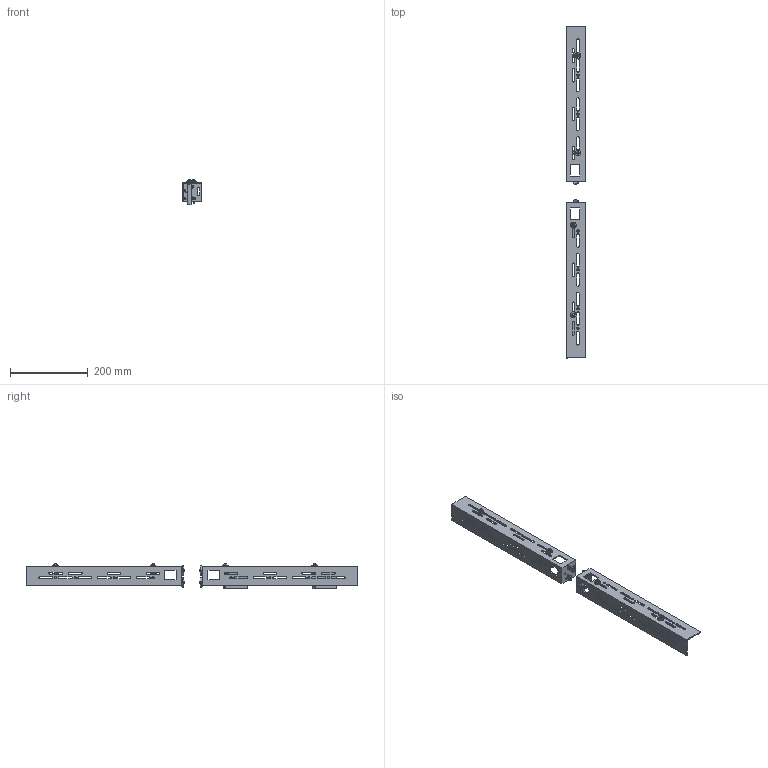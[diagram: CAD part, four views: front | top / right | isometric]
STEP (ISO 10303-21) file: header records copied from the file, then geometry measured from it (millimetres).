
FILE_DESCRIPTION(('OneSpaceDesigner STEP Export'),'2;1');
FILE_NAME('2060156.stp','2017-08-29T 9:52:01',('SICK AG'),('SICK AG'),'Creo Elements/Direct Modeling STEP processor for AP214 (Solid Model)','Creo Elements/Direct Modeling 18.1B 29-Sep-2012 (C) Parametric Technology GmbH','');
FILE_SCHEMA(('AUTOMOTIVE_DESIGN { 1 0 10303 214 1 1 1 1 }'));
Length unit declared in the file: millimetre
Products named in the file (7): Mutingwinkel_gross_links_01; Halter_Sensor_04; Halter_Reflektor_01; WL100_03; Mutingwinkel_gross_rechts_01; P250_01; 2060156
Assembly tree (10 placements, depth 2):
  2060156
    P250_01  x2
    Halter_Sensor_04  x2
    WL100_03  x2
    Halter_Reflektor_01  x2
    Mutingwinkel_gross_rechts_01
    Mutingwinkel_gross_links_01
Bounding box: 50 x 852 x 64.66 mm (x, y, z)
Volume: 299179.3 mm3; surface area: 197196.7 mm2
Topology: 10 solids, 10 shells, 822 faces, 2150 edges, 1422 vertices
Faces by surface type: plane 482, cylinder 320, torus 12, sphere 8
Entity records: 22814 total; most frequent: ORIENTED_EDGE 3160, CARTESIAN_POINT 3031, DIRECTION 2949, EDGE_CURVE 1580, VERTEX_POINT 1047, VECTOR 1019, LINE 1019, AXIS2_PLACEMENT_3D 965
